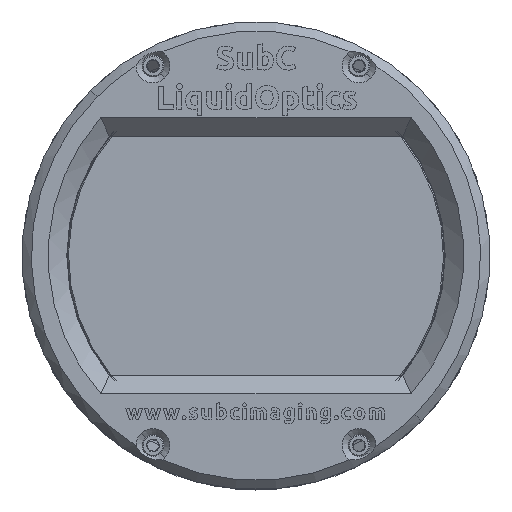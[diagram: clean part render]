
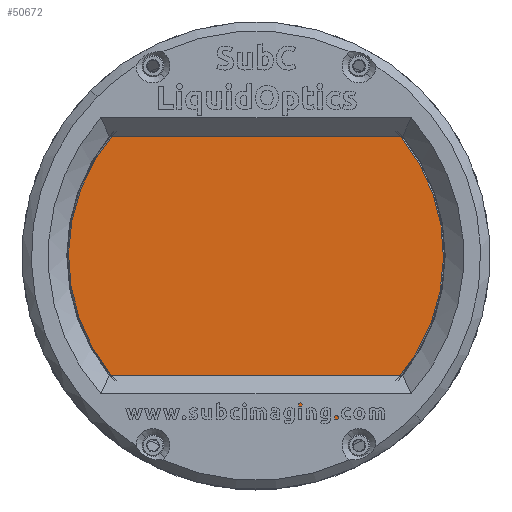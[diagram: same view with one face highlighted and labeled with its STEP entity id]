
A CAD part, top view. The second image highlights one B-rep face of the part: STEP entity #50672.
In plain terms, the highlighted planar face has unit normal (0, 0, 1).
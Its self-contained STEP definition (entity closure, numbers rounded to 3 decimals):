
#726 = FACE_OUTER_BOUND ( 'NONE', #48775, .T. ) ;
#1551 = CARTESIAN_POINT ( 'NONE',  ( 6.424, -39.866, 14.19 ) ) ;
#3070 = ORIENTED_EDGE ( 'NONE', *, *, #49963, .T. ) ;
#4714 = DIRECTION ( 'NONE',  ( 0., 0., 1. ) ) ;
#6332 = AXIS2_PLACEMENT_3D ( 'NONE', #39475, #13494, #30901 ) ;
#10989 = CARTESIAN_POINT ( 'NONE',  ( -6.424, 39.866, 14.19 ) ) ;
#13274 = CARTESIAN_POINT ( 'NONE',  ( 0., 0., 14.19 ) ) ;
#13332 = EDGE_CURVE ( 'NONE', #27766, #23111, #19930, .T. ) ;
#13494 = DIRECTION ( 'NONE',  ( 0., 0., 1. ) ) ;
#19930 = CIRCLE ( 'NONE', #6332, 40.38 ) ;
#22111 = DIRECTION ( 'NONE',  ( 0.159, -0.987, 0. ) ) ;
#22628 = PLANE ( 'NONE',  #41217 ) ;
#23111 = VERTEX_POINT ( 'NONE', #10989 ) ;
#27766 = VERTEX_POINT ( 'NONE', #1551 ) ;
#28094 = DIRECTION ( 'NONE',  ( 0.159, -0.987, 0. ) ) ;
#29005 = ORIENTED_EDGE ( 'NONE', *, *, #13332, .T. ) ;
#30235 = CIRCLE ( 'NONE', #42058, 40.38 ) ;
#30901 = DIRECTION ( 'NONE',  ( 0.159, -0.987, 0. ) ) ;
#39475 = CARTESIAN_POINT ( 'NONE',  ( 0., 0., 14.19 ) ) ;
#41217 = AXIS2_PLACEMENT_3D ( 'NONE', #41469, #50043, #28094 ) ;
#41469 = CARTESIAN_POINT ( 'NONE',  ( 0., 0., 14.19 ) ) ;
#42058 = AXIS2_PLACEMENT_3D ( 'NONE', #13274, #4714, #22111 ) ;
#48775 = EDGE_LOOP ( 'NONE', ( #3070, #29005 ) ) ;
#49963 = EDGE_CURVE ( 'NONE', #23111, #27766, #30235, .T. ) ;
#50043 = DIRECTION ( 'NONE',  ( 0., 0., 1. ) ) ;
#50672 = ADVANCED_FACE ( 'NONE', ( #726 ), #22628, .T. ) ;
